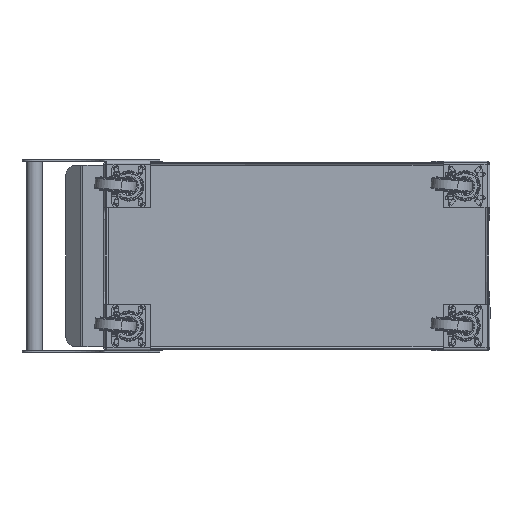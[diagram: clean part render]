
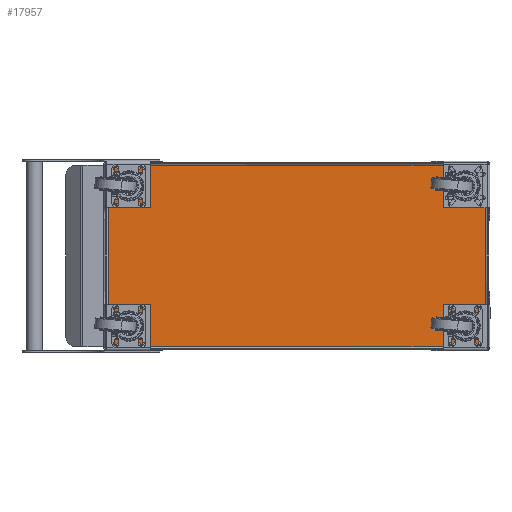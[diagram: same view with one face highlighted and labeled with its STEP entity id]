
A CAD part, front view. The second image highlights one B-rep face of the part: STEP entity #17957.
In plain terms, the highlighted face is planar.
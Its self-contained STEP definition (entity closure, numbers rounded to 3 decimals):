
#531 = AXIS2_PLACEMENT_3D ( 'NONE', #17529, #2356, #20101 ) ;
#924 = FACE_OUTER_BOUND ( 'NONE', #18827, .T. ) ;
#1576 = ORIENTED_EDGE ( 'NONE', *, *, #21403, .T. ) ;
#1613 = DIRECTION ( 'NONE',  ( 0., 0., 1. ) ) ;
#2353 = VECTOR ( 'NONE', #27480, 1000. ) ;
#2356 = DIRECTION ( 'NONE',  ( 0., -1., 0. ) ) ;
#3303 = DIRECTION ( 'NONE',  ( -1., 0., 0. ) ) ;
#3420 = CARTESIAN_POINT ( 'NONE',  ( 463.793, 0., 221.19 ) ) ;
#3508 = AXIS2_PLACEMENT_3D ( 'NONE', #30766, #15651, #10654 ) ;
#3927 = CIRCLE ( 'NONE', #14154, 5.54 ) ;
#5397 = VERTEX_POINT ( 'NONE', #20957 ) ;
#7424 = CARTESIAN_POINT ( 'NONE',  ( -460.69, 0., 224.293 ) ) ;
#8329 = AXIS2_PLACEMENT_3D ( 'NONE', #11624, #14503, #14179 ) ;
#8931 = ORIENTED_EDGE ( 'NONE', *, *, #10419, .F. ) ;
#9153 = ORIENTED_EDGE ( 'NONE', *, *, #31715, .F. ) ;
#9290 = VERTEX_POINT ( 'NONE', #18288 ) ;
#10255 = ORIENTED_EDGE ( 'NONE', *, *, #14721, .F. ) ;
#10419 = EDGE_CURVE ( 'NONE', #30833, #29365, #17811, .T. ) ;
#10654 = DIRECTION ( 'NONE',  ( 0., 0., -1. ) ) ;
#11530 = VECTOR ( 'NONE', #28502, 1000. ) ;
#11557 = DIRECTION ( 'NONE',  ( 0., 0., 1. ) ) ;
#11624 = CARTESIAN_POINT ( 'NONE',  ( 463.793, 0., 224.293 ) ) ;
#12044 = ORIENTED_EDGE ( 'NONE', *, *, #13178, .T. ) ;
#12946 = CIRCLE ( 'NONE', #3508, 5.54 ) ;
#13178 = EDGE_CURVE ( 'NONE', #9290, #29365, #15709, .T. ) ;
#13281 = EDGE_CURVE ( 'NONE', #30833, #5397, #12946, .T. ) ;
#13699 = VECTOR ( 'NONE', #3303, 1000. ) ;
#14154 = AXIS2_PLACEMENT_3D ( 'NONE', #24753, #17199, #29692 ) ;
#14179 = DIRECTION ( 'NONE',  ( 0., 0., -1. ) ) ;
#14503 = DIRECTION ( 'NONE',  ( 0., -1., 0. ) ) ;
#14721 = EDGE_CURVE ( 'NONE', #9290, #28515, #26876, .T. ) ;
#15651 = DIRECTION ( 'NONE',  ( 0., -1., 0. ) ) ;
#15709 = CIRCLE ( 'NONE', #531, 5.54 ) ;
#16634 = EDGE_CURVE ( 'NONE', #24806, #27403, #18828, .T. ) ;
#17199 = DIRECTION ( 'NONE',  ( 0., -1., 0. ) ) ;
#17411 = LINE ( 'NONE', #7424, #2353 ) ;
#17529 = CARTESIAN_POINT ( 'NONE',  ( 463.793, 0., -224.293 ) ) ;
#17811 = LINE ( 'NONE', #23449, #11530 ) ;
#17957 = ADVANCED_FACE ( 'NONE', ( #924 ), #26826, .T. ) ;
#18288 = CARTESIAN_POINT ( 'NONE',  ( 460.69, 0., -219.703 ) ) ;
#18827 = EDGE_LOOP ( 'NONE', ( #10255, #12044, #8931, #30967, #9153, #19575, #21187, #1576 ) ) ;
#18828 = LINE ( 'NONE', #3420, #13699 ) ;
#19575 = ORIENTED_EDGE ( 'NONE', *, *, #25141, .T. ) ;
#19619 = CARTESIAN_POINT ( 'NONE',  ( 459.203, 0., -221.19 ) ) ;
#20027 = CIRCLE ( 'NONE', #8329, 5.54 ) ;
#20101 = DIRECTION ( 'NONE',  ( 0., 0., -1. ) ) ;
#20538 = CARTESIAN_POINT ( 'NONE',  ( 460.69, 0., 219.703 ) ) ;
#20957 = CARTESIAN_POINT ( 'NONE',  ( -460.69, 0., -219.703 ) ) ;
#21187 = ORIENTED_EDGE ( 'NONE', *, *, #16634, .F. ) ;
#21203 = AXIS2_PLACEMENT_3D ( 'NONE', #31652, #24053, #11557 ) ;
#21403 = EDGE_CURVE ( 'NONE', #24806, #28515, #20027, .T. ) ;
#21669 = CARTESIAN_POINT ( 'NONE',  ( -459.203, 0., -221.19 ) ) ;
#23449 = CARTESIAN_POINT ( 'NONE',  ( -463.793, 0., -221.19 ) ) ;
#24053 = DIRECTION ( 'NONE',  ( 0., 1., 0. ) ) ;
#24753 = CARTESIAN_POINT ( 'NONE',  ( -463.793, 0., 224.293 ) ) ;
#24806 = VERTEX_POINT ( 'NONE', #28388 ) ;
#24865 = VECTOR ( 'NONE', #1613, 1000. ) ;
#25141 = EDGE_CURVE ( 'NONE', #26151, #27403, #3927, .T. ) ;
#26151 = VERTEX_POINT ( 'NONE', #29434 ) ;
#26826 = PLANE ( 'NONE',  #21203 ) ;
#26876 = LINE ( 'NONE', #32035, #24865 ) ;
#27403 = VERTEX_POINT ( 'NONE', #30428 ) ;
#27480 = DIRECTION ( 'NONE',  ( 0., 0., -1. ) ) ;
#28388 = CARTESIAN_POINT ( 'NONE',  ( 459.203, 0., 221.19 ) ) ;
#28502 = DIRECTION ( 'NONE',  ( 1., 0., 0. ) ) ;
#28515 = VERTEX_POINT ( 'NONE', #20538 ) ;
#29365 = VERTEX_POINT ( 'NONE', #19619 ) ;
#29434 = CARTESIAN_POINT ( 'NONE',  ( -460.69, 0., 219.703 ) ) ;
#29692 = DIRECTION ( 'NONE',  ( 0., 0., -1. ) ) ;
#30428 = CARTESIAN_POINT ( 'NONE',  ( -459.203, 0., 221.19 ) ) ;
#30766 = CARTESIAN_POINT ( 'NONE',  ( -463.793, 0., -224.293 ) ) ;
#30833 = VERTEX_POINT ( 'NONE', #21669 ) ;
#30967 = ORIENTED_EDGE ( 'NONE', *, *, #13281, .T. ) ;
#31652 = CARTESIAN_POINT ( 'NONE',  ( 0., 0., 0. ) ) ;
#31715 = EDGE_CURVE ( 'NONE', #26151, #5397, #17411, .T. ) ;
#32035 = CARTESIAN_POINT ( 'NONE',  ( 460.69, 0., -224.293 ) ) ;
